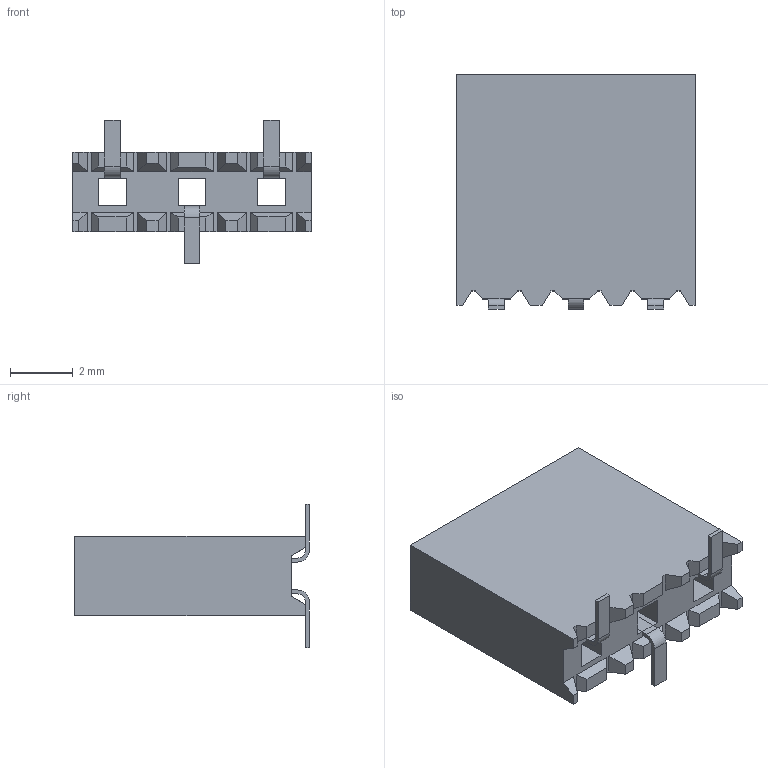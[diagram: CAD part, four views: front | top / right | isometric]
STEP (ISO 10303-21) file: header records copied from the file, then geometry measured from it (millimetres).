
FILE_DESCRIPTION( ( 'STEP AP214' ), '1' );
FILE_NAME( 'SSM-103-L-SV.stp', '2018-11-05T22:05:07', ( '' ), ( '' ), ' ', 'PARTsolutions', ' ' );
FILE_SCHEMA( ( 'AUTOMOTIVE_DESIGN { 1 0 10303 214 1 1 1 1 }' ) );
Length unit declared in the file: inch
Products named in the file (3): SSM-103-L-SV; _SSM-103-L-SV_body; _C-95-023
Assembly tree (2 placements, depth 2):
  SSM-103-L-SV
    _SSM-103-L-SV_body
    _C-95-023
Bounding box: 7.62 x 7.49 x 4.57 mm (x, y, z)
Volume: 118.5 mm3; surface area: 289.3 mm2
Topology: 2 solids, 2 shells, 117 faces, 336 edges, 224 vertices
Faces by surface type: plane 111, cylinder 6
Entity records: 4768 total; most frequent: CARTESIAN_POINT 680, ORIENTED_EDGE 672, DIRECTION 588, EDGE_CURVE 336, LINE 324, VECTOR 324, VERTEX_POINT 224, AXIS2_PLACEMENT_3D 132
